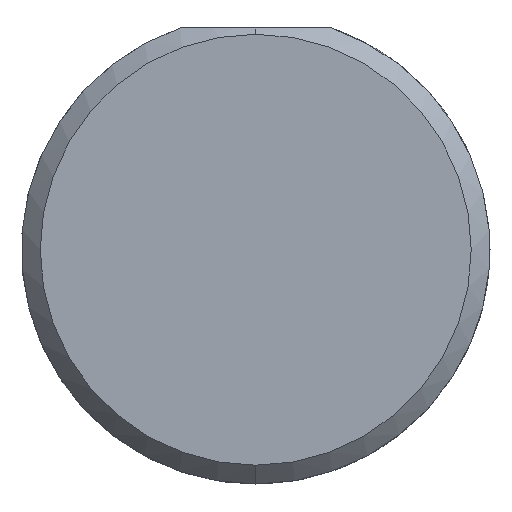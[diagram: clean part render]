
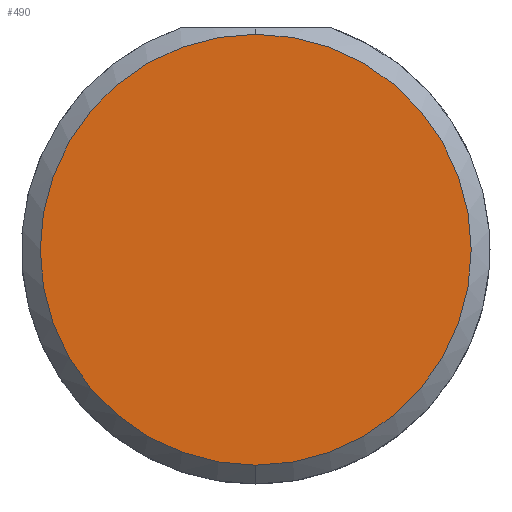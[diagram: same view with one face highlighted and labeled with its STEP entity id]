
A CAD part, left-side view. The second image highlights one B-rep face of the part: STEP entity #490.
In plain terms, the highlighted planar face has unit normal (-1, 0, 0).
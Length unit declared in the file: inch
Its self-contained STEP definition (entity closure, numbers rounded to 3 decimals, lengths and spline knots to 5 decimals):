
#48 = CARTESIAN_POINT ( 'NONE',  ( 0., 0., 0. ) ) ;
#84 = CIRCLE ( 'NONE', #294, 0.17235 ) ;
#90 = DIRECTION ( 'NONE',  ( 0., 0., -1. ) ) ;
#97 = CIRCLE ( 'NONE', #466, 0.17235 ) ;
#106 = CARTESIAN_POINT ( 'NONE',  ( 0., 0., 0. ) ) ;
#168 = DIRECTION ( 'NONE',  ( -1., 0., 0. ) ) ;
#191 = FACE_OUTER_BOUND ( 'NONE', #679, .T. ) ;
#232 = CARTESIAN_POINT ( 'NONE',  ( 0., 0., -0.17235 ) ) ;
#234 = VERTEX_POINT ( 'NONE', #669 ) ;
#280 = ORIENTED_EDGE ( 'NONE', *, *, #769, .T. ) ;
#294 = AXIS2_PLACEMENT_3D ( 'NONE', #48, #780, #764 ) ;
#466 = AXIS2_PLACEMENT_3D ( 'NONE', #106, #168, #751 ) ;
#474 = PLANE ( 'NONE',  #587 ) ;
#480 = DIRECTION ( 'NONE',  ( 1., 0., 0. ) ) ;
#490 = ADVANCED_FACE ( 'NONE', ( #191 ), #474, .F. ) ;
#522 = VERTEX_POINT ( 'NONE', #232 ) ;
#587 = AXIS2_PLACEMENT_3D ( 'NONE', #693, #480, #90 ) ;
#669 = CARTESIAN_POINT ( 'NONE',  ( 0., 0., 0.17235 ) ) ;
#677 = EDGE_CURVE ( 'NONE', #234, #522, #97, .T. ) ;
#679 = EDGE_LOOP ( 'NONE', ( #280, #818 ) ) ;
#693 = CARTESIAN_POINT ( 'NONE',  ( 0., 0., 0. ) ) ;
#751 = DIRECTION ( 'NONE',  ( 0., 0., 1. ) ) ;
#764 = DIRECTION ( 'NONE',  ( 0., 0., 1. ) ) ;
#769 = EDGE_CURVE ( 'NONE', #522, #234, #84, .T. ) ;
#780 = DIRECTION ( 'NONE',  ( -1., 0., 0. ) ) ;
#818 = ORIENTED_EDGE ( 'NONE', *, *, #677, .T. ) ;
